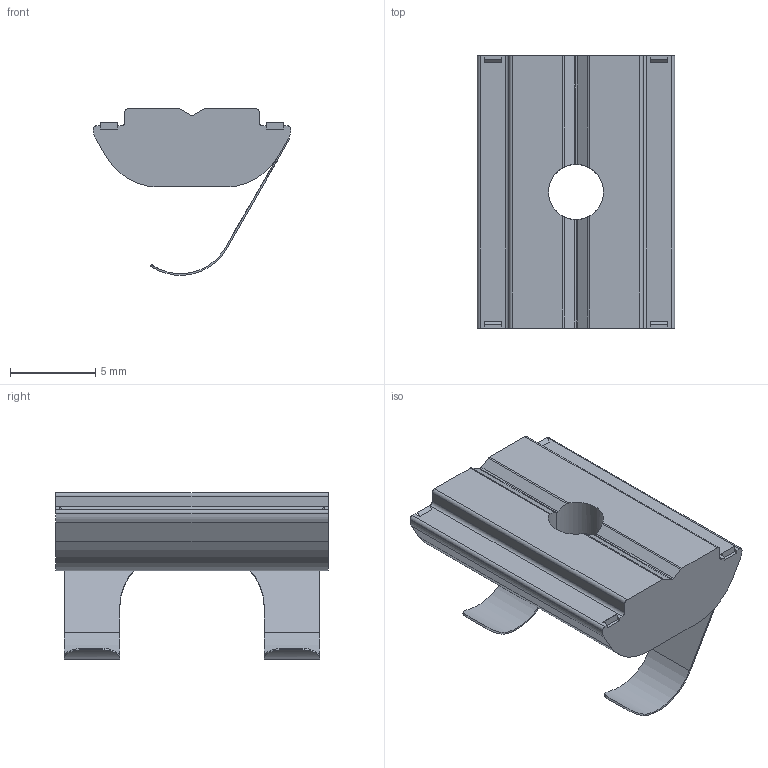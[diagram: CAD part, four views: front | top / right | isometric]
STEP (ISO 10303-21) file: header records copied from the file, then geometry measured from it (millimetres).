
FILE_DESCRIPTION (( 'STEP AP203' ), '1' );
FILE_NAME ('482529294.STEP', '2022-08-10T12:21:33', ( '' ), ( '' ), 'SwSTEP 2.0', 'SolidWorks 2014', '' );
FILE_SCHEMA (( 'CONFIG_CONTROL_DESIGN' ));
Length unit declared in the file: millimetre
Products named in the file (1): 482529294
Bounding box: 11.6 x 16 x 9.8 mm (x, y, z)
Volume: 652.2 mm3; surface area: 745.2 mm2
Topology: 1 solids, 1 shells, 84 faces, 235 edges, 152 vertices
Faces by surface type: plane 55, cylinder 29
Entity records: 2814 total; most frequent: CARTESIAN_POINT 580, ORIENTED_EDGE 470, DIRECTION 427, EDGE_CURVE 235, VECTOR 173, LINE 173, VERTEX_POINT 152, AXIS2_PLACEMENT_3D 127
